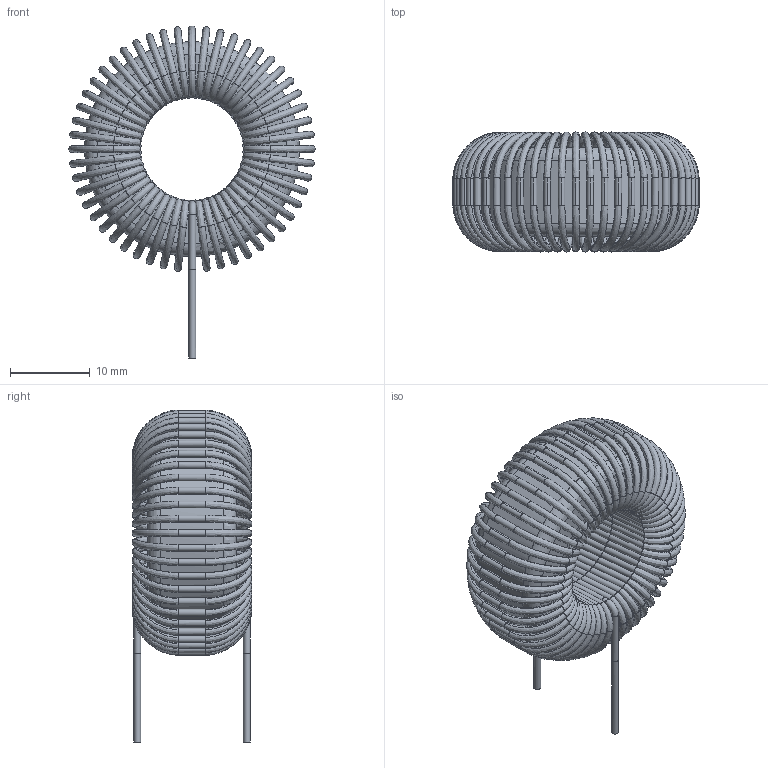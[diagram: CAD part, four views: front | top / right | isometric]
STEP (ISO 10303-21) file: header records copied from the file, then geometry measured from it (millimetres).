
FILE_DESCRIPTION(/* description */ ('STEP AP214'),/* implementation_level */ '2;1');
FILE_NAME(/* name */ 'HCTI-470-3.8',/* time_stamp */ '2025-06-16T16:49:09+02:00',/* author */ ('License CC BY-ND 4.0'),/* organization */ ('CADENAS'),/* preprocessor_version */ 'ST-DEVELOPER v19.3',/* originating_system */ 'PARTsolutions',/* authorisation */ ' ');
FILE_SCHEMA (('AUTOMOTIVE_DESIGN {1 0 10303 214 3 1 1}'));
Length unit declared in the file: inch
Products named in the file (8): HCTI-470-3.8; HCTI-470-3.8_PART1; HCTI-470-3.8_PART2; HCTI-470-3.8_PART3; HCTI-470-3.8_PART4; HCTI-470-3.8_PART5; HCTI-470-3.8_PART6; HCTI-470-3.8_PART7
Assembly tree (7 placements, depth 2):
  HCTI-470-3.8
    HCTI-470-3.8_PART1
    HCTI-470-3.8_PART2
    HCTI-470-3.8_PART3
    HCTI-470-3.8_PART4
    HCTI-470-3.8_PART5
    HCTI-470-3.8_PART6
    HCTI-470-3.8_PART7
Bounding box: 30.84 x 15 x 41.58 mm (x, y, z)
Volume: 24 mm3
Topology: 2 solids, 661 shells, 1054 faces, 6621 edges, 5963 vertices
Faces by surface type: cylinder 469, bspline 394, plane 181, torus 10
Full cylindrical faces by diameter (mm): 0.859 x2, 0.864 x20
Entity records: 123768 total; most frequent: CARTESIAN_POINT 86310, ORIENTED_EDGE 7236, EDGE_CURVE 6594, VERTEX_POINT 5961, B_SPLINE_CURVE_WITH_KNOTS 5711, DIRECTION 1694, EDGE_LOOP 1085, FACE_BOUND 1085
